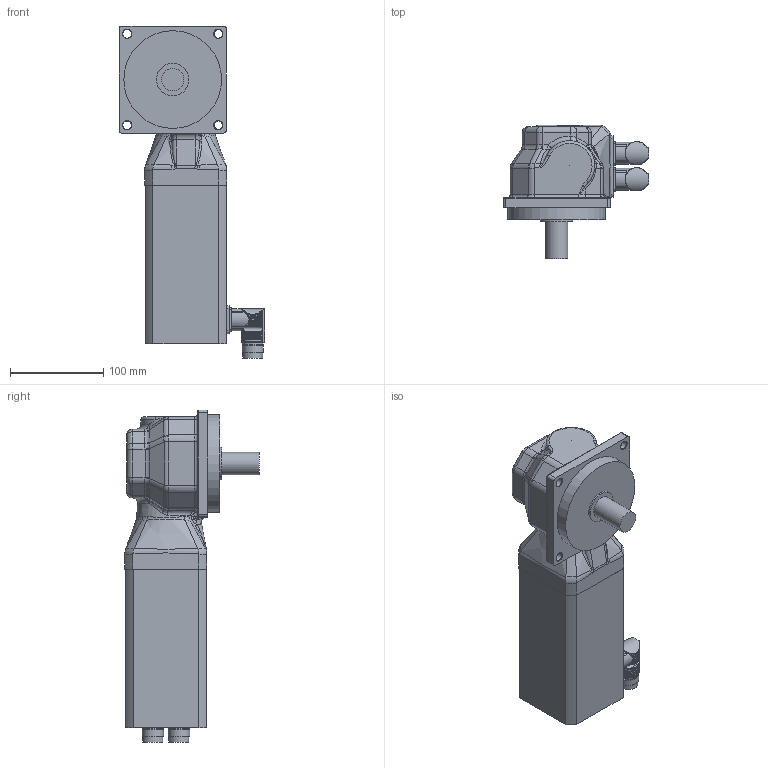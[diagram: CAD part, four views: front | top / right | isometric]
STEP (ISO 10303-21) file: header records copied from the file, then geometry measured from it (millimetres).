
FILE_DESCRIPTION(/* description */ (''),/* implementation_level */ '2;1');
FILE_NAME(/* name */ 'KSG_3612_D-R4_DED75',/* time_stamp */ '2007-08-30T12:46:34+02:00',/* author */ (''),/* organization */ (''),/* preprocessor_version */ 'ST-DEVELOPER v8',/* originating_system */ 'UNIGRAPHICS SOLUTIONS - UNIGRAPHICS 18.0',/* authorisation */ '');
FILE_SCHEMA (('AUTOMOTIVE_DESIGN { 1 2 10303 214 0 1 1 1 }'));
Length unit declared in the file: millimetre
Products named in the file (3): Getrieberumpf_SG3_0; Winkelflanschdose_0; KSG368D-R4_DED75_0
Assembly tree (3 placements, depth 2):
  KSG368D-R4_DED75_0
    Winkelflanschdose_0  x2
    Getrieberumpf_SG3_0
Bounding box: 156.49 x 144 x 356.65 mm (x, y, z)
Volume: 1916616 mm3; surface area: 219751.3 mm2
Topology: 4 solids, 12 shells, 1023 faces, 2555 edges, 1553 vertices
Faces by surface type: cylinder 522, bspline 174, plane 164, torus 71, cone 50, sphere 42
Full cylindrical faces by diameter (mm): 0.092 x1, 4.2 x8, 5 x4, 6.5 x1, 9 x4, 16 x2, 20 x1, 21 x2, 21.5 x2, 23 x4, 24 x1, 35 x1, 37 x1, 42 x2, 42.002 x1, 43.2 x1, 44 x1, 44.001 x1, 45 x1, 50 x1, 52 x1, 52.001 x1, 80 x2, 85 x2, 105 x1
Entity records: 34424 total; most frequent: CARTESIAN_POINT 16202, ORIENTED_EDGE 3868, DIRECTION 3581, EDGE_CURVE 1934, AXIS2_PLACEMENT_3D 1519, VERTEX_POINT 1216, EDGE_LOOP 976, ADVANCED_FACE 859
